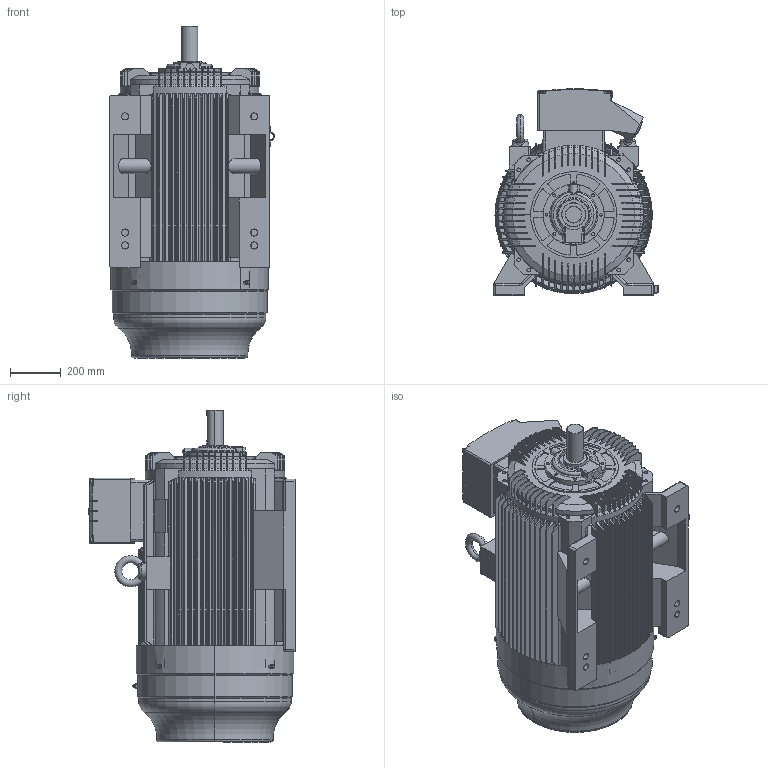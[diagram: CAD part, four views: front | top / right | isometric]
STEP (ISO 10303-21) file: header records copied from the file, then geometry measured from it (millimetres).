
FILE_DESCRIPTION((''),'2;1');
FILE_NAME('315LM2B3','2013-01-16T',('Administrator'),(''),'PRO/ENGINEER BY PARAMETRIC TECHNOLOGY CORPORATION, 2007370','PRO/ENGINEER BY PARAMETRIC TECHNOLOGY CORPORATION, 2007370','');
FILE_SCHEMA(('CONFIG_CONTROL_DESIGN'));
Products named in the file (1): 315LM2B3
Bounding box: 648 x 811 x 1306.99 mm (x, y, z)
Volume: 248679514.1 mm3; surface area: 7999847.8 mm2
Topology: 1 solids, 9 shells, 8059 faces, 23511 edges, 15475 vertices
Faces by surface type: plane 3935, cylinder 3432, cone 570, torus 54, sphere 44, bspline 24
Entity records: 279563 total; most frequent: CARTESIAN_POINT 62793, ORIENTED_EDGE 46970, DIRECTION 43536, EDGE_CURVE 23485, VERTEX_POINT 15475, AXIS2_PLACEMENT_3D 15007, VECTOR 13522, LINE 13522
